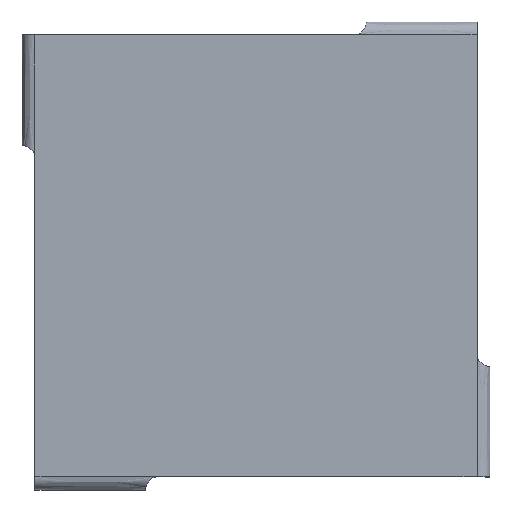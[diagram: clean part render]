
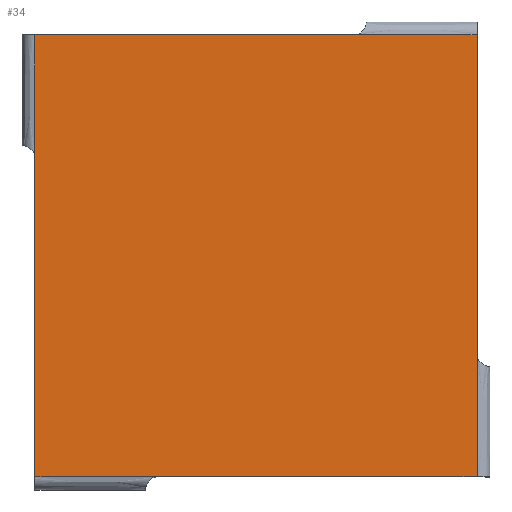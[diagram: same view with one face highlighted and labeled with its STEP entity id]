
A CAD part, top view. The second image highlights one B-rep face of the part: STEP entity #34.
In plain terms, the highlighted planar face has unit normal (0, 0, 1).
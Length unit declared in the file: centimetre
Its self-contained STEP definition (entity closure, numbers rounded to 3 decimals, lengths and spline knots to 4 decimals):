
#34=ADVANCED_FACE($,(#60),#292,.T.);
#60=FACE_OUTER_BOUND($,#86,.T.);
#86=EDGE_LOOP($,(#172,#173,#174,#175,#176,#177,#178,#179));
#172=ORIENTED_EDGE($,*,*,#204,.F.);
#173=ORIENTED_EDGE($,*,*,#252,.T.);
#174=ORIENTED_EDGE($,*,*,#240,.F.);
#175=ORIENTED_EDGE($,*,*,#255,.T.);
#176=ORIENTED_EDGE($,*,*,#228,.F.);
#177=ORIENTED_EDGE($,*,*,#254,.T.);
#178=ORIENTED_EDGE($,*,*,#216,.F.);
#179=ORIENTED_EDGE($,*,*,#253,.T.);
#204=EDGE_CURVE($,#260,#263,#318,.T.);
#216=EDGE_CURVE($,#268,#271,#330,.T.);
#228=EDGE_CURVE($,#276,#279,#342,.T.);
#240=EDGE_CURVE($,#284,#287,#354,.T.);
#252=EDGE_CURVE($,#260,#287,#366,.T.);
#253=EDGE_CURVE($,#268,#263,#367,.T.);
#254=EDGE_CURVE($,#276,#271,#368,.T.);
#255=EDGE_CURVE($,#284,#279,#369,.T.);
#260=VERTEX_POINT($,#2534);
#263=VERTEX_POINT($,#2537);
#268=VERTEX_POINT($,#2542);
#271=VERTEX_POINT($,#2545);
#276=VERTEX_POINT($,#2550);
#279=VERTEX_POINT($,#2553);
#284=VERTEX_POINT($,#2558);
#287=VERTEX_POINT($,#2561);
#292=PLANE($,#462);
#318=B_SPLINE_CURVE_WITH_KNOTS($,3,(#472,#473,#474,#475),.UNSPECIFIED.,.F.,
.F.,(4,4),(0.,33.),.UNSPECIFIED.);
#330=B_SPLINE_CURVE_WITH_KNOTS($,3,(#615,#616,#617,#618),.UNSPECIFIED.,.F.,
.F.,(4,4),(0.,33.),.UNSPECIFIED.);
#342=B_SPLINE_CURVE_WITH_KNOTS($,3,(#758,#759,#760,#761),.UNSPECIFIED.,.F.,
.F.,(4,4),(0.,33.),.UNSPECIFIED.);
#354=B_SPLINE_CURVE_WITH_KNOTS($,3,(#901,#902,#903,#904),.UNSPECIFIED.,.F.,
.F.,(4,4),(0.,33.),.UNSPECIFIED.);
#366=B_SPLINE_CURVE_WITH_KNOTS($,3,(#1044,#1045,#1046,#1047),.UNSPECIFIED.,
.F.,.F.,(4,4),(33.,120.),.UNSPECIFIED.);
#367=B_SPLINE_CURVE_WITH_KNOTS($,3,(#1048,#1049,#1050,#1051),.UNSPECIFIED.,
.F.,.F.,(4,4),(393.,480.),.UNSPECIFIED.);
#368=B_SPLINE_CURVE_WITH_KNOTS($,3,(#1052,#1053,#1054,#1055),.UNSPECIFIED.,
.F.,.F.,(4,4),(273.,360.),.UNSPECIFIED.);
#369=B_SPLINE_CURVE_WITH_KNOTS($,3,(#1056,#1057,#1058,#1059),.UNSPECIFIED.,
.F.,.F.,(4,4),(153.,240.),.UNSPECIFIED.);
#462=AXIS2_PLACEMENT_3D($,#2500,#467,$);
#467=DIRECTION($,(0.,0.,1.));
#472=CARTESIAN_POINT($,(33.,0.001,30.3562));
#473=CARTESIAN_POINT($,(22.,0.001,30.3562));
#474=CARTESIAN_POINT($,(11.,0.001,30.3562));
#475=CARTESIAN_POINT($,(0.,0.001,30.3562));
#615=CARTESIAN_POINT($,(0.001,87.,30.3562));
#616=CARTESIAN_POINT($,(0.001,98.,30.3562));
#617=CARTESIAN_POINT($,(0.001,109.,30.3562));
#618=CARTESIAN_POINT($,(0.001,120.,30.3562));
#758=CARTESIAN_POINT($,(87.,119.999,30.3562));
#759=CARTESIAN_POINT($,(98.,119.999,30.3562));
#760=CARTESIAN_POINT($,(109.,119.999,30.3562));
#761=CARTESIAN_POINT($,(120.,119.999,30.3562));
#901=CARTESIAN_POINT($,(119.999,33.,30.3562));
#902=CARTESIAN_POINT($,(119.999,22.,30.3562));
#903=CARTESIAN_POINT($,(119.999,11.,30.3562));
#904=CARTESIAN_POINT($,(119.999,0.,30.3562));
#1044=CARTESIAN_POINT($,(33.,0.001,30.3562));
#1045=CARTESIAN_POINT($,(61.9997,0.0007,30.3562));
#1046=CARTESIAN_POINT($,(90.9993,0.0003,30.3562));
#1047=CARTESIAN_POINT($,(119.999,0.,30.3562));
#1048=CARTESIAN_POINT($,(0.001,87.,30.3562));
#1049=CARTESIAN_POINT($,(0.0007,58.0003,30.3562));
#1050=CARTESIAN_POINT($,(0.0003,29.0007,30.3562));
#1051=CARTESIAN_POINT($,(0.,0.001,30.3562));
#1052=CARTESIAN_POINT($,(87.,119.999,30.3562));
#1053=CARTESIAN_POINT($,(58.0003,119.9993,30.3562));
#1054=CARTESIAN_POINT($,(29.0007,119.9997,30.3562));
#1055=CARTESIAN_POINT($,(0.001,120.,30.3562));
#1056=CARTESIAN_POINT($,(119.999,33.,30.3562));
#1057=CARTESIAN_POINT($,(119.9993,61.9997,30.3562));
#1058=CARTESIAN_POINT($,(119.9997,90.9993,30.3562));
#1059=CARTESIAN_POINT($,(120.,119.999,30.3562));
#2500=CARTESIAN_POINT($,(0.,0.,30.3562));
#2534=CARTESIAN_POINT($,(33.,0.001,30.3562));
#2537=CARTESIAN_POINT($,(0.,0.001,30.3562));
#2542=CARTESIAN_POINT($,(0.001,87.,30.3562));
#2545=CARTESIAN_POINT($,(0.001,120.,30.3562));
#2550=CARTESIAN_POINT($,(87.,119.999,30.3562));
#2553=CARTESIAN_POINT($,(120.,119.999,30.3562));
#2558=CARTESIAN_POINT($,(119.999,33.,30.3562));
#2561=CARTESIAN_POINT($,(119.999,0.,30.3562));
